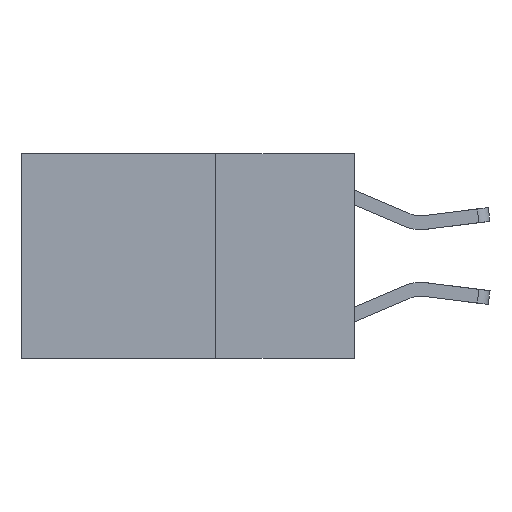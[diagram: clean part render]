
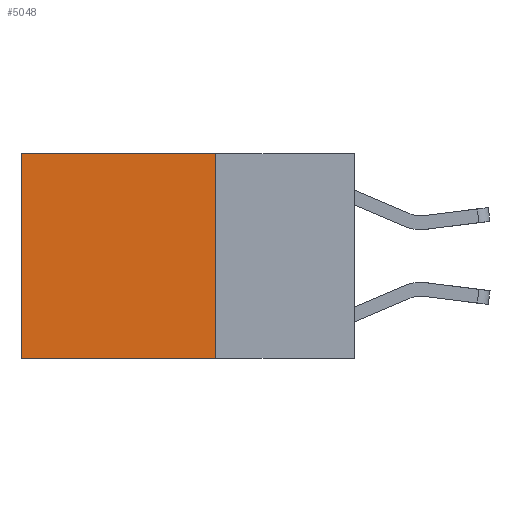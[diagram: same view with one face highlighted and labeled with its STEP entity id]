
A CAD part, left-side view. The second image highlights one B-rep face of the part: STEP entity #5048.
In plain terms, the highlighted planar face has unit normal (-1, 0, 0).
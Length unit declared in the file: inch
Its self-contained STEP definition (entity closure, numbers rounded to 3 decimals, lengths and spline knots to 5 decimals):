
#91 = VECTOR ( 'NONE', #7407, 39.37008 ) ;
#712 = LINE ( 'NONE', #3398, #91 ) ;
#816 = ORIENTED_EDGE ( 'NONE', *, *, #2542, .F. ) ;
#1685 = VECTOR ( 'NONE', #6799, 39.37008 ) ;
#1772 = CARTESIAN_POINT ( 'NONE',  ( 0.2625, 0.6, 0. ) ) ;
#1914 = VERTEX_POINT ( 'NONE', #8304 ) ;
#2542 = EDGE_CURVE ( 'NONE', #1914, #7320, #8581, .T. ) ;
#2821 = DIRECTION ( 'NONE',  ( 0., 0., -1. ) ) ;
#2980 = VERTEX_POINT ( 'NONE', #6663 ) ;
#3398 = CARTESIAN_POINT ( 'NONE',  ( 0.2625, 0.25, 0. ) ) ;
#4749 = CARTESIAN_POINT ( 'NONE',  ( 0.2625, 0.25, 0. ) ) ;
#4974 = CARTESIAN_POINT ( 'NONE',  ( 0.2625, 0.25, 0. ) ) ;
#5043 = LINE ( 'NONE', #6455, #7394 ) ;
#5048 = ADVANCED_FACE ( 'NONE', ( #10765 ), #7743, .F. ) ;
#5486 = EDGE_LOOP ( 'NONE', ( #7576, #6785, #816, #7221 ) ) ;
#6021 = AXIS2_PLACEMENT_3D ( 'NONE', #4974, #6847, #7971 ) ;
#6455 = CARTESIAN_POINT ( 'NONE',  ( 0.2625, 0.25, -0.37 ) ) ;
#6663 = CARTESIAN_POINT ( 'NONE',  ( 0.2625, 0.6, 0. ) ) ;
#6785 = ORIENTED_EDGE ( 'NONE', *, *, #9123, .F. ) ;
#6799 = DIRECTION ( 'NONE',  ( 0., 0., -1. ) ) ;
#6847 = DIRECTION ( 'NONE',  ( 1., 0., 0. ) ) ;
#7221 = ORIENTED_EDGE ( 'NONE', *, *, #7980, .T. ) ;
#7320 = VERTEX_POINT ( 'NONE', #7338 ) ;
#7338 = CARTESIAN_POINT ( 'NONE',  ( 0.2625, 0.25, -0.37 ) ) ;
#7384 = VECTOR ( 'NONE', #2821, 39.37008 ) ;
#7394 = VECTOR ( 'NONE', #12457, 39.37008 ) ;
#7407 = DIRECTION ( 'NONE',  ( 0., 1., 0. ) ) ;
#7576 = ORIENTED_EDGE ( 'NONE', *, *, #11918, .T. ) ;
#7577 = CARTESIAN_POINT ( 'NONE',  ( 0.2625, 0.6, -0.37 ) ) ;
#7743 = PLANE ( 'NONE',  #6021 ) ;
#7971 = DIRECTION ( 'NONE',  ( 0., 0., -1. ) ) ;
#7980 = EDGE_CURVE ( 'NONE', #1914, #2980, #712, .T. ) ;
#8182 = LINE ( 'NONE', #1772, #7384 ) ;
#8304 = CARTESIAN_POINT ( 'NONE',  ( 0.2625, 0.25, 0. ) ) ;
#8581 = LINE ( 'NONE', #4749, #1685 ) ;
#9123 = EDGE_CURVE ( 'NONE', #7320, #12449, #5043, .T. ) ;
#10765 = FACE_OUTER_BOUND ( 'NONE', #5486, .T. ) ;
#11918 = EDGE_CURVE ( 'NONE', #2980, #12449, #8182, .T. ) ;
#12449 = VERTEX_POINT ( 'NONE', #7577 ) ;
#12457 = DIRECTION ( 'NONE',  ( 0., 1., 0. ) ) ;
